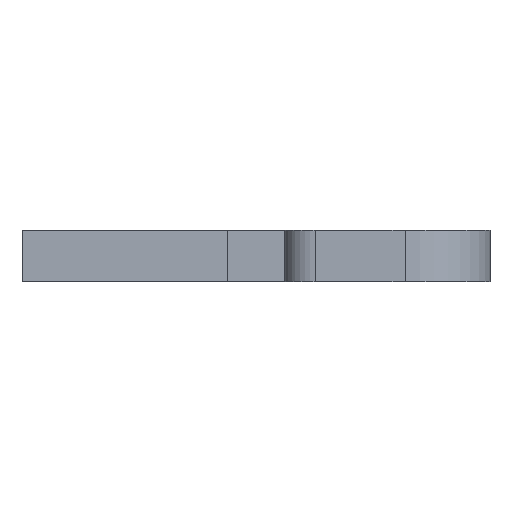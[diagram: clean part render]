
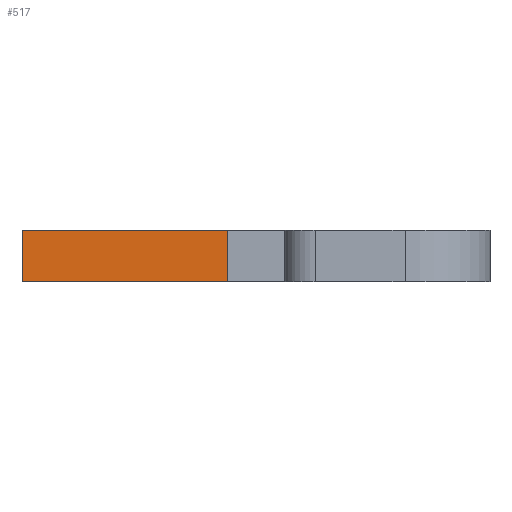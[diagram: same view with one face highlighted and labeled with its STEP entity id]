
A CAD part, left-side view. The second image highlights one B-rep face of the part: STEP entity #517.
In plain terms, the highlighted planar face has unit normal (-1, 0, 0).
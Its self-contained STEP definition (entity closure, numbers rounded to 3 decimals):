
#133=CARTESIAN_POINT('',(-20.0,-1.15,-0.5));
#134=VERTEX_POINT('',#133);
#141=CARTESIAN_POINT('',(-20.0,2.85,-0.5));
#142=VERTEX_POINT('',#141);
#143=CARTESIAN_POINT('',(-20.0,2.85,-0.5));
#144=DIRECTION('',(0.0,-1.0,0.0));
#145=VECTOR('',#144,4.);
#146=LINE('',#143,#145);
#147=EDGE_CURVE('',#142,#134,#146,.T.);
#475=CARTESIAN_POINT('',(-20.0,-1.15,0.5));
#476=VERTEX_POINT('',#475);
#483=CARTESIAN_POINT('',(-20.0,-1.15,0.5));
#484=DIRECTION('',(0.0,0.0,-1.0));
#485=VECTOR('',#484,1.0);
#486=LINE('',#483,#485);
#487=EDGE_CURVE('',#476,#134,#486,.T.);
#494=CARTESIAN_POINT('',(-20.0,-1.15,0.0));
#495=DIRECTION('',(-1.0,0.0,0.0));
#496=DIRECTION('',(0.0,0.0,1.0));
#497=AXIS2_PLACEMENT_3D('',#494,#495,#496);
#498=PLANE('',#497);
#499=CARTESIAN_POINT('',(-20.0,2.85,0.5));
#500=VERTEX_POINT('',#499);
#501=CARTESIAN_POINT('',(-20.0,-1.15,0.5));
#502=DIRECTION('',(0.0,1.0,0.0));
#503=VECTOR('',#502,4.);
#504=LINE('',#501,#503);
#505=EDGE_CURVE('',#476,#500,#504,.T.);
#506=ORIENTED_EDGE('',*,*,#505,.T.);
#507=CARTESIAN_POINT('',(-20.0,2.85,0.5));
#508=DIRECTION('',(0.0,0.0,-1.0));
#509=VECTOR('',#508,1.0);
#510=LINE('',#507,#509);
#511=EDGE_CURVE('',#500,#142,#510,.T.);
#512=ORIENTED_EDGE('',*,*,#511,.T.);
#513=ORIENTED_EDGE('',*,*,#147,.T.);
#514=ORIENTED_EDGE('',*,*,#487,.F.);
#515=EDGE_LOOP('',(#506,#512,#513,#514));
#516=FACE_OUTER_BOUND('',#515,.T.);
#517=ADVANCED_FACE('',(#516),#498,.T.);
